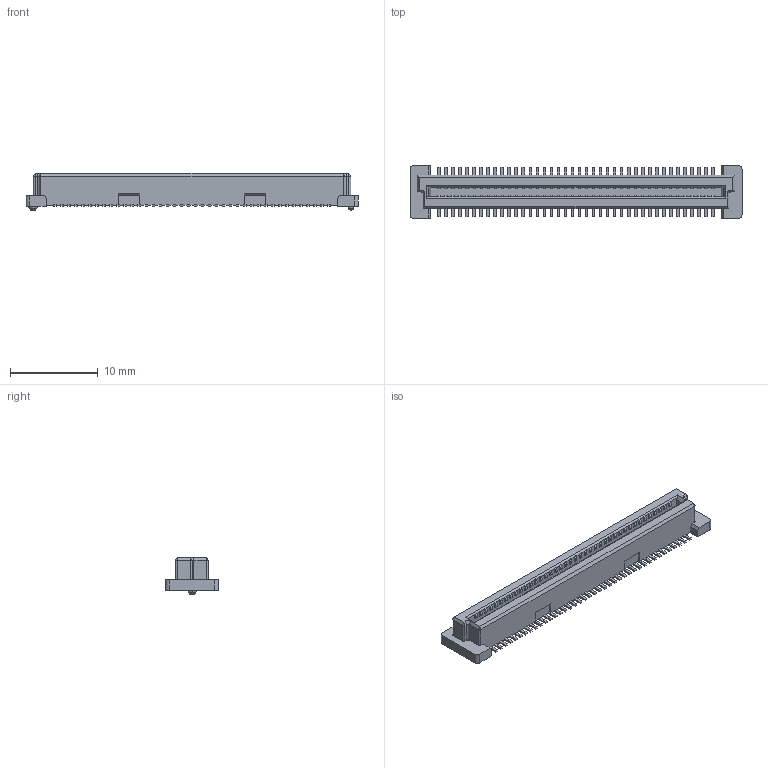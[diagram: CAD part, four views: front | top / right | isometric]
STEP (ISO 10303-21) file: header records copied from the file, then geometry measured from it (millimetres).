
FILE_DESCRIPTION (( 'STEP AP214' ), '1' );
FILE_NAME ('ENG_CD_5177983-3.STEP', '2018-03-15T02:24:41', ( 'Microsoft' ), ( 'Microsoft' ), 'SwSTEP 2.0', 'SolidWorks 2017', '' );
FILE_SCHEMA (( 'AUTOMOTIVE_DESIGN' ));
Length unit declared in the file: millimetre
Products named in the file (1): ENG_CD_5177983-3
Bounding box: 37.8 x 6 x 4.25 mm (x, y, z)
Volume: 423.8 mm3; surface area: 871.9 mm2
Topology: 1 solids, 1 shells, 973 faces, 2884 edges, 1910 vertices
Faces by surface type: plane 621, cylinder 334, cone 18
Entity records: 32648 total; most frequent: CARTESIAN_POINT 5804, ORIENTED_EDGE 5756, DIRECTION 5652, EDGE_CURVE 2878, LINE 2024, VECTOR 2024, VERTEX_POINT 1910, AXIS2_PLACEMENT_3D 1814
